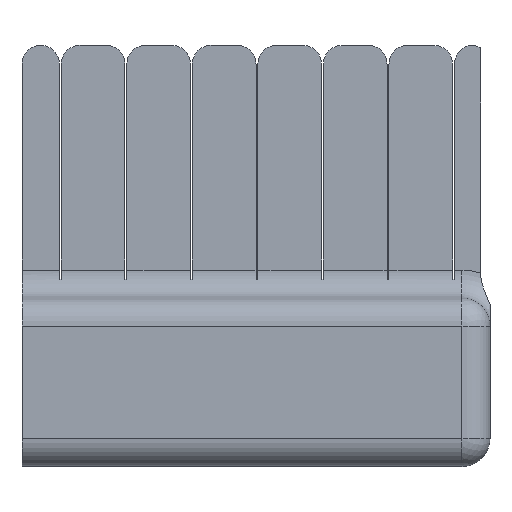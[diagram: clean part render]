
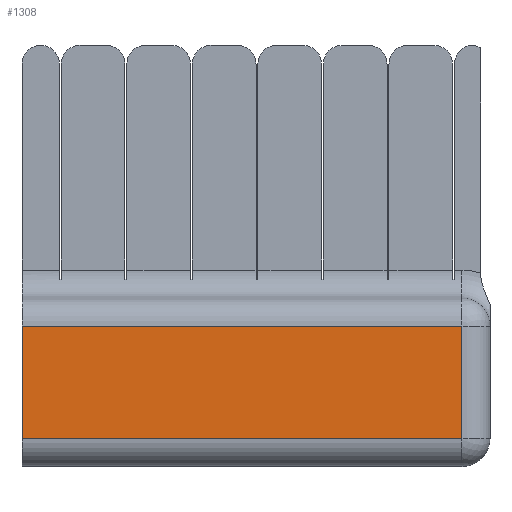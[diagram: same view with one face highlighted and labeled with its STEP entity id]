
A CAD part, top view. The second image highlights one B-rep face of the part: STEP entity #1308.
In plain terms, the highlighted planar face has unit normal (0, 0, 1).
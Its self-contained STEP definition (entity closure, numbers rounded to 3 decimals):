
#38=PLANE('',#1464);
#97=FACE_OUTER_BOUND('',#172,.T.);
#172=EDGE_LOOP('',(#1057,#1058,#1059,#1060));
#260=LINE('',#2061,#392);
#299=LINE('',#2219,#431);
#303=LINE('',#2225,#435);
#306=LINE('',#2229,#438);
#392=VECTOR('',#1624,10.);
#431=VECTOR('',#1763,10.);
#435=VECTOR('',#1771,10.);
#438=VECTOR('',#1776,10.);
#601=VERTEX_POINT('',#2058);
#602=VERTEX_POINT('',#2060);
#661=VERTEX_POINT('',#2203);
#663=VERTEX_POINT('',#2212);
#736=EDGE_CURVE('',#601,#602,#260,.T.);
#813=EDGE_CURVE('',#663,#661,#299,.T.);
#817=EDGE_CURVE('',#602,#663,#303,.T.);
#820=EDGE_CURVE('',#661,#601,#306,.T.);
#1057=ORIENTED_EDGE('',*,*,#820,.F.);
#1058=ORIENTED_EDGE('',*,*,#813,.F.);
#1059=ORIENTED_EDGE('',*,*,#817,.F.);
#1060=ORIENTED_EDGE('',*,*,#736,.F.);
#1308=ADVANCED_FACE('',(#97),#38,.T.);
#1464=AXIS2_PLACEMENT_3D('',#2230,#1777,#1778);
#1624=DIRECTION('',(0.,1.,0.));
#1763=DIRECTION('',(0.,-1.,0.));
#1771=DIRECTION('',(1.,0.,0.));
#1776=DIRECTION('',(-1.,0.,0.));
#1777=DIRECTION('center_axis',(0.,0.,
1.));
#1778=DIRECTION('ref_axis',(1.,0.,0.));
#2058=CARTESIAN_POINT('',(0.,3.,11.));
#2060=CARTESIAN_POINT('',(0.,15.,11.));
#2061=CARTESIAN_POINT('',(0.,0.,11.));
#2203=CARTESIAN_POINT('',(47.,3.,11.));
#2212=CARTESIAN_POINT('',(47.,15.,11.));
#2219=CARTESIAN_POINT('',(47.,0.,11.));
#2225=CARTESIAN_POINT('',(10.,15.,11.));
#2229=CARTESIAN_POINT('',(0.,3.,11.));
#2230=CARTESIAN_POINT('Origin',(0.,0.,
11.));
